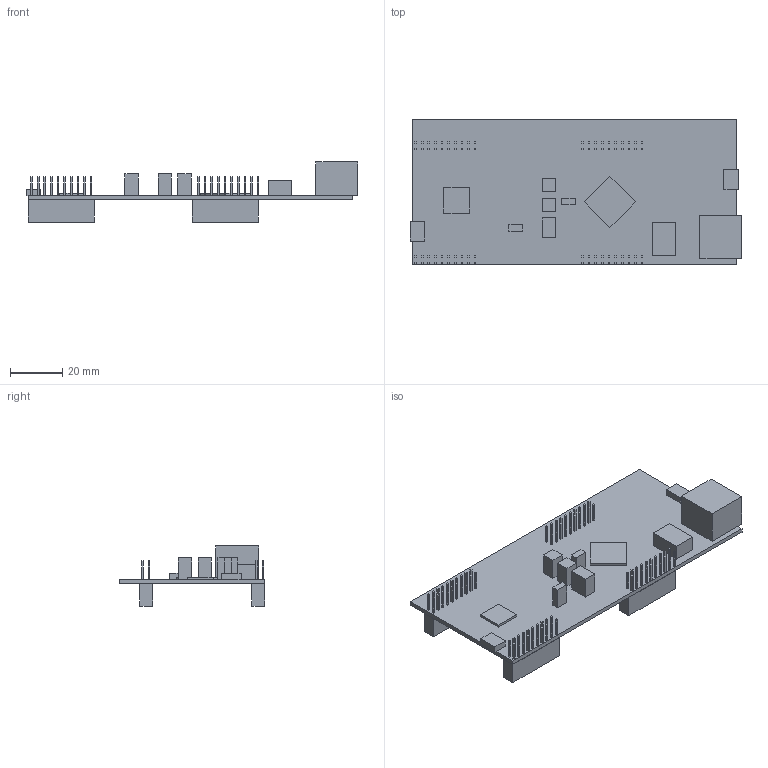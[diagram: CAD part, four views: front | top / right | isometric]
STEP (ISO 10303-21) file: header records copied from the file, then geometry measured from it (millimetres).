
FILE_DESCRIPTION(/* description */ (''),/* implementation_level */ '2;1');
FILE_NAME(/* name */ '405-01-01.stp',/* time_stamp */ '2018-12-17T22:53:12-06:00',/* author */ (''),/* organization */ (''),/* preprocessor_version */ 'ST-DEVELOPER v16.7',/* originating_system */ 'SIEMENS PLM Software NX 12.0',/* authorisation */ '');
FILE_SCHEMA (('AUTOMOTIVE_DESIGN { 1 0 10303 214 3 1 1 1 }'));
Length unit declared in the file: inch
Products named in the file (1): 405-01-01
Bounding box: 127.18 x 55.88 x 23.08 mm (x, y, z)
Volume: 19864.5 mm3; surface area: 20838.8 mm2
Topology: 1 solids, 1 shells, 499 faces, 1206 edges, 801 vertices
Faces by surface type: plane 499
Entity records: 17702 total; most frequent: CARTESIAN_POINT 2507, ORIENTED_EDGE 2412, DIRECTION 2206, EDGE_CURVE 1206, LINE 1206, VECTOR 1206, VERTEX_POINT 801, EDGE_LOOP 591
